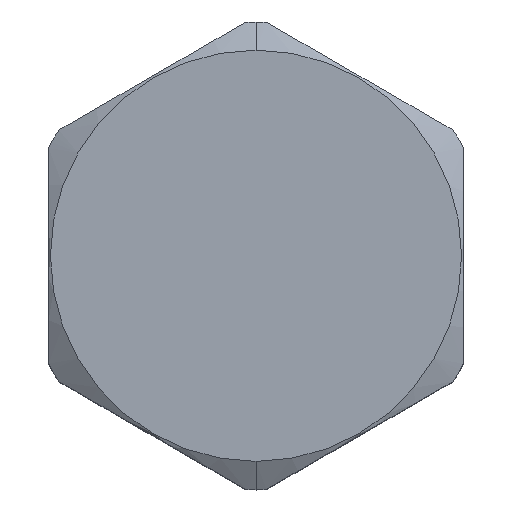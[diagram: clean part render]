
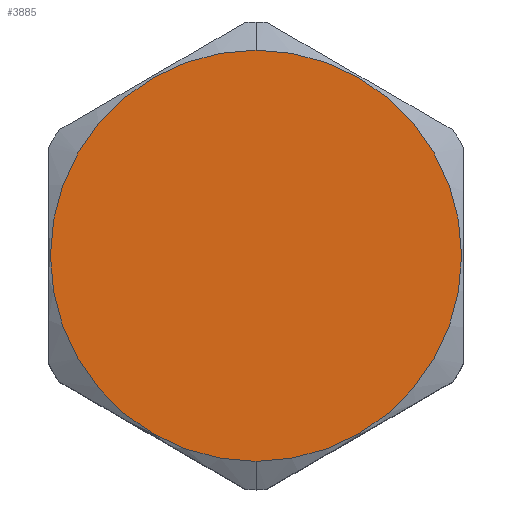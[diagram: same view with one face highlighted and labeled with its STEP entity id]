
A CAD part, top view. The second image highlights one B-rep face of the part: STEP entity #3885.
In plain terms, the highlighted planar face has unit normal (0, 0, 1).
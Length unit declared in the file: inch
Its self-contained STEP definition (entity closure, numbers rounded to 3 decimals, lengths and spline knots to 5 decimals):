
#1493=CARTESIAN_POINT('',(0.,0.,3.531));
#1494=DIRECTION('',(0.,0.,1.));
#1495=DIRECTION('',(0.,-1.,0.));
#1496=AXIS2_PLACEMENT_3D('',#1493,#1494,#1495);
#1498=CARTESIAN_POINT('',(0.,0.,3.531));
#1499=DIRECTION('',(0.,0.,1.));
#1500=DIRECTION('',(0.,1.,0.));
#1501=AXIS2_PLACEMENT_3D('',#1498,#1499,#1500);
#1671=CARTESIAN_POINT('',(0.,-0.5575,3.531));
#1672=CARTESIAN_POINT('',(0.,0.5575,3.531));
#1673=VERTEX_POINT('',#1671);
#1674=VERTEX_POINT('',#1672);
#3876=CARTESIAN_POINT('',(0.,0.,3.531));
#3877=DIRECTION('',(0.,0.,1.));
#3878=DIRECTION('',(0.,1.,0.));
#3879=AXIS2_PLACEMENT_3D('',#3876,#3877,#3878);
#3880=PLANE('',#3879);
#3881=ORIENTED_EDGE('',*,*,#3709,.F.);
#3882=ORIENTED_EDGE('',*,*,#3867,.F.);
#3883=EDGE_LOOP('',(#3881,#3882));
#3884=FACE_OUTER_BOUND('',#3883,.F.);
#3885=ADVANCED_FACE('',(#3884),#3880,.T.);
#1497=CIRCLE('',#1496,0.5575);
#1502=CIRCLE('',#1501,0.5575);
#3709=EDGE_CURVE('',#1673,#1674,#1497,.T.);
#3867=EDGE_CURVE('',#1674,#1673,#1502,.T.);
